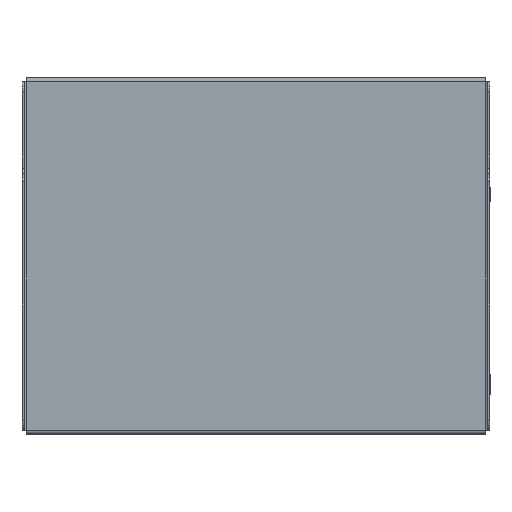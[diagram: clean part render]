
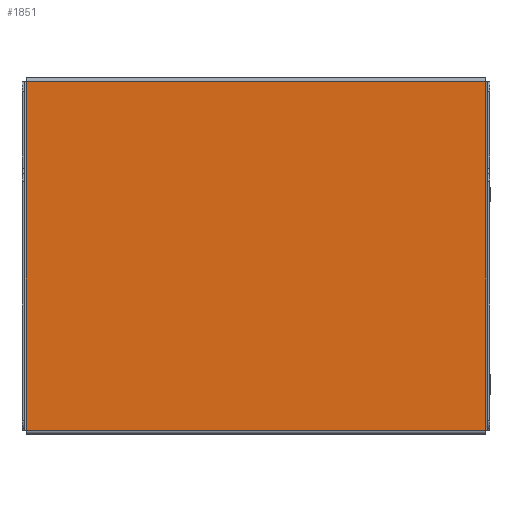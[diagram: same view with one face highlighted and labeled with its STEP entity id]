
A CAD part, top view. The second image highlights one B-rep face of the part: STEP entity #1851.
In plain terms, the highlighted planar face has unit normal (0, 0, 1).
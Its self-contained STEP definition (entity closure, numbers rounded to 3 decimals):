
#17 = CARTESIAN_POINT ( 'NONE',  ( -119.8, -90.8, 0. ) ) ;
#76 = LINE ( 'NONE', #154, #712 ) ;
#154 = CARTESIAN_POINT ( 'NONE',  ( 122., 90.8, 0. ) ) ;
#237 = VERTEX_POINT ( 'NONE', #1740 ) ;
#242 = EDGE_CURVE ( 'NONE', #237, #1658, #1254, .T. ) ;
#345 = VECTOR ( 'NONE', #1156, 1000. ) ;
#359 = ORIENTED_EDGE ( 'NONE', *, *, #1802, .F. ) ;
#405 = DIRECTION ( 'NONE',  ( 0., 0., 1. ) ) ;
#473 = CARTESIAN_POINT ( 'NONE',  ( -119.8, 90.8, 0. ) ) ;
#535 = CARTESIAN_POINT ( 'NONE',  ( 119.8, -90.8, 0. ) ) ;
#712 = VECTOR ( 'NONE', #1042, 1000. ) ;
#738 = DIRECTION ( 'NONE',  ( 1., 0., 0. ) ) ;
#746 = PLANE ( 'NONE',  #1698 ) ;
#877 = VECTOR ( 'NONE', #1288, 1000. ) ;
#1042 = DIRECTION ( 'NONE',  ( -1., 0., 0. ) ) ;
#1043 = LINE ( 'NONE', #17, #877 ) ;
#1077 = EDGE_LOOP ( 'NONE', ( #2144, #2202, #1825, #359 ) ) ;
#1079 = VERTEX_POINT ( 'NONE', #1211 ) ;
#1156 = DIRECTION ( 'NONE',  ( 0., -1., 0. ) ) ;
#1211 = CARTESIAN_POINT ( 'NONE',  ( 119.8, 90.8, 0. ) ) ;
#1254 = LINE ( 'NONE', #1898, #1312 ) ;
#1288 = DIRECTION ( 'NONE',  ( 0., 1., 0. ) ) ;
#1312 = VECTOR ( 'NONE', #1393, 1000. ) ;
#1393 = DIRECTION ( 'NONE',  ( 1., 0., 0. ) ) ;
#1486 = EDGE_CURVE ( 'NONE', #1079, #1658, #1758, .T. ) ;
#1610 = EDGE_CURVE ( 'NONE', #1079, #2115, #76, .T. ) ;
#1648 = CARTESIAN_POINT ( 'NONE',  ( 119.8, 90.8, 0. ) ) ;
#1658 = VERTEX_POINT ( 'NONE', #535 ) ;
#1698 = AXIS2_PLACEMENT_3D ( 'NONE', #1767, #405, #738 ) ;
#1740 = CARTESIAN_POINT ( 'NONE',  ( -119.8, -90.8, 0. ) ) ;
#1758 = LINE ( 'NONE', #1648, #345 ) ;
#1767 = CARTESIAN_POINT ( 'NONE',  ( 0., 0., 0. ) ) ;
#1802 = EDGE_CURVE ( 'NONE', #237, #2115, #1043, .T. ) ;
#1825 = ORIENTED_EDGE ( 'NONE', *, *, #1610, .T. ) ;
#1851 = ADVANCED_FACE ( 'NONE', ( #1864 ), #746, .T. ) ;
#1864 = FACE_OUTER_BOUND ( 'NONE', #1077, .T. ) ;
#1898 = CARTESIAN_POINT ( 'NONE',  ( 122., -90.8, 0. ) ) ;
#2115 = VERTEX_POINT ( 'NONE', #473 ) ;
#2144 = ORIENTED_EDGE ( 'NONE', *, *, #242, .T. ) ;
#2202 = ORIENTED_EDGE ( 'NONE', *, *, #1486, .F. ) ;
